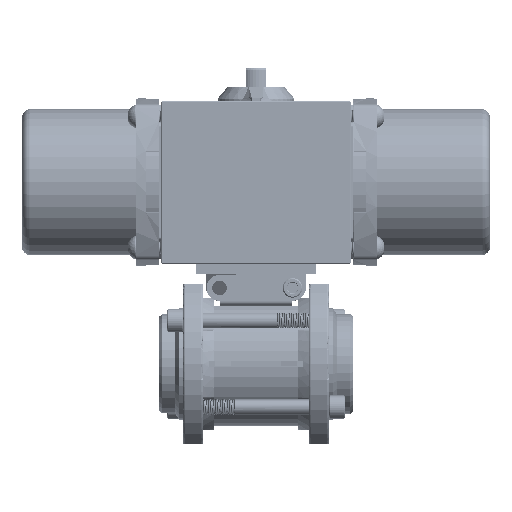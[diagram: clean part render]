
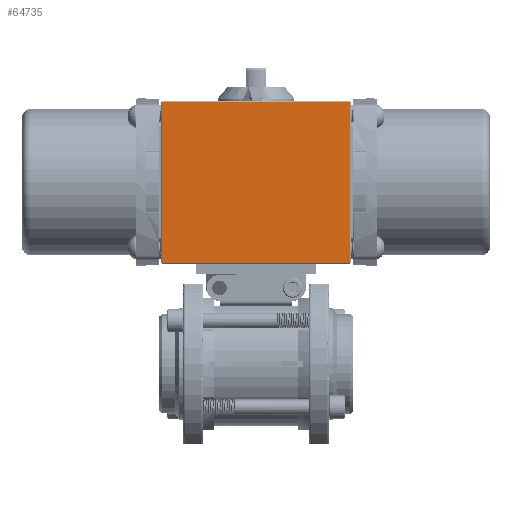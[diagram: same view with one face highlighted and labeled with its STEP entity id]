
A CAD part, top view. The second image highlights one B-rep face of the part: STEP entity #64735.
In plain terms, the highlighted planar face has unit normal (0, 0, 1).
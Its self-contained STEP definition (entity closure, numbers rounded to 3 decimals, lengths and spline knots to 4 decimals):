
#1113 = LINE ( 'NONE', #34102, #36345 ) ;
#3135 = VERTEX_POINT ( 'NONE', #69258 ) ;
#4584 = PLANE ( 'NONE',  #166159 ) ;
#16570 = FACE_OUTER_BOUND ( 'NONE', #76765, .T. ) ;
#18562 = VERTEX_POINT ( 'NONE', #132532 ) ;
#20383 = ORIENTED_EDGE ( 'NONE', *, *, #113826, .T. ) ;
#29698 = CARTESIAN_POINT ( 'NONE',  ( -2.273, 6.283, 1.55 ) ) ;
#31757 = DIRECTION ( 'NONE',  ( 0., -1., 0. ) ) ;
#34102 = CARTESIAN_POINT ( 'NONE',  ( -2.253, 2.403, 1.55 ) ) ;
#36345 = VECTOR ( 'NONE', #153904, 39.3701 ) ;
#37464 = CARTESIAN_POINT ( 'NONE',  ( -2.273, 2.423, 1.55 ) ) ;
#39271 = LINE ( 'NONE', #139338, #172483 ) ;
#43024 = DIRECTION ( 'NONE',  ( -1., 0., 0. ) ) ;
#46719 = LINE ( 'NONE', #29698, #144487 ) ;
#59652 = DIRECTION ( 'NONE',  ( 0., 1., 0. ) ) ;
#64735 = ADVANCED_FACE ( 'NONE', ( #16570 ), #4584, .F. ) ;
#69258 = CARTESIAN_POINT ( 'NONE',  ( 2.253, 6.283, 1.55 ) ) ;
#71874 = ORIENTED_EDGE ( 'NONE', *, *, #171552, .T. ) ;
#76765 = EDGE_LOOP ( 'NONE', ( #127200, #20383, #71874, #133521 ) ) ;
#84678 = CARTESIAN_POINT ( 'NONE',  ( -2.273, 6.303, 1.55 ) ) ;
#86310 = CARTESIAN_POINT ( 'NONE',  ( 2.253, 2.423, 1.55 ) ) ;
#87185 = VERTEX_POINT ( 'NONE', #128520 ) ;
#95398 = LINE ( 'NONE', #37464, #157816 ) ;
#110477 = EDGE_CURVE ( 'NONE', #135850, #3135, #39271, .T. ) ;
#111520 = DIRECTION ( 'NONE',  ( 0., 0., -1. ) ) ;
#113826 = EDGE_CURVE ( 'NONE', #3135, #87185, #46719, .T. ) ;
#127200 = ORIENTED_EDGE ( 'NONE', *, *, #110477, .T. ) ;
#128520 = CARTESIAN_POINT ( 'NONE',  ( -2.253, 6.283, 1.55 ) ) ;
#132532 = CARTESIAN_POINT ( 'NONE',  ( -2.253, 2.423, 1.55 ) ) ;
#133521 = ORIENTED_EDGE ( 'NONE', *, *, #154021, .T. ) ;
#135850 = VERTEX_POINT ( 'NONE', #86310 ) ;
#139338 = CARTESIAN_POINT ( 'NONE',  ( 2.253, 6.303, 1.55 ) ) ;
#142808 = DIRECTION ( 'NONE',  ( 1., 0., 0. ) ) ;
#144487 = VECTOR ( 'NONE', #43024, 39.3701 ) ;
#153904 = DIRECTION ( 'NONE',  ( 0., -1., 0. ) ) ;
#154021 = EDGE_CURVE ( 'NONE', #18562, #135850, #95398, .T. ) ;
#157816 = VECTOR ( 'NONE', #142808, 39.3701 ) ;
#166159 = AXIS2_PLACEMENT_3D ( 'NONE', #84678, #111520, #31757 ) ;
#171552 = EDGE_CURVE ( 'NONE', #87185, #18562, #1113, .T. ) ;
#172483 = VECTOR ( 'NONE', #59652, 39.3701 ) ;
